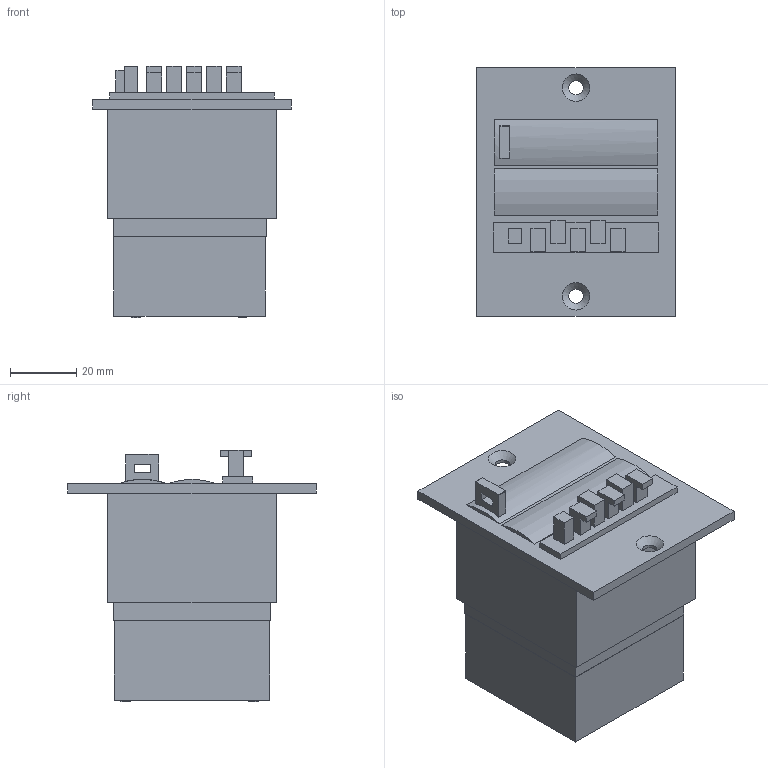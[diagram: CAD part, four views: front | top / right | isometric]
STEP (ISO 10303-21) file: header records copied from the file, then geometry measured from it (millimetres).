
FILE_DESCRIPTION(/* description */ ('STEP AP214'),/* implementation_level */ '2;1');
FILE_NAME(/* name */ '8605_PZV-S-E',/* time_stamp */ '2024-09-14T00:42:40+02:00',/* author */ ('License CC BY-ND 4.0'),/* organization */ ('CADENAS'),/* preprocessor_version */ 'ST-DEVELOPER v19.3',/* originating_system */ 'PARTsolutions',/* authorisation */ ' ');
FILE_SCHEMA (('AUTOMOTIVE_DESIGN {1 0 10303 214 3 1 1}'));
Length unit declared in the file: millimetre
Products named in the file (1): 8605 PZV-S-E
Bounding box: 60 x 75 x 76 mm (x, y, z)
Volume: 165563.8 mm3; surface area: 26491.8 mm2
Topology: 1 solids, 1 shells, 161 faces, 378 edges, 250 vertices
Faces by surface type: plane 135, cylinder 20, cone 6
Full cylindrical faces by diameter (mm): 4.134 x4, 4.3 x2, 7.9 x4, 8 x4
Entity records: 5617 total; most frequent: CARTESIAN_POINT 770, DIRECTION 730, ORIENTED_EDGE 716, EDGE_CURVE 358, LINE 310, VECTOR 310, VERTEX_POINT 250, EDGE_LOOP 218
